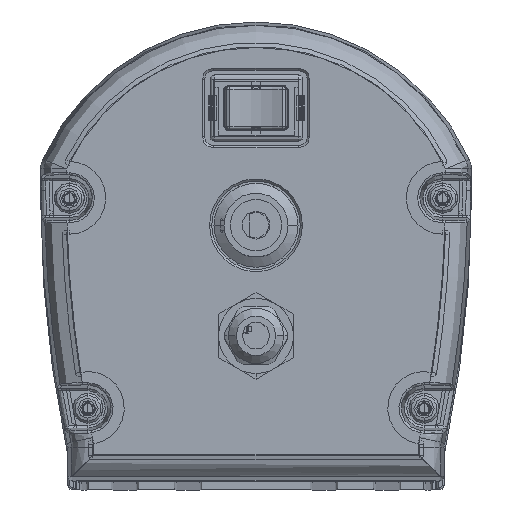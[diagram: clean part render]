
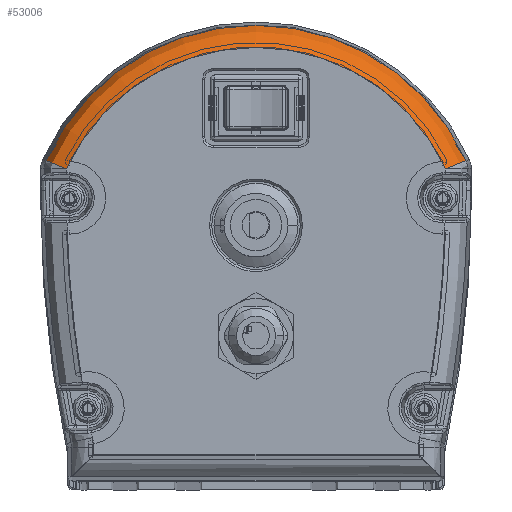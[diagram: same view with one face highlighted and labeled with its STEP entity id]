
A CAD part, top view. The second image highlights one B-rep face of the part: STEP entity #53006.
In plain terms, the highlighted toroidal (fillet/blend) face has major radius 47.144 mm and minor radius 5 mm.
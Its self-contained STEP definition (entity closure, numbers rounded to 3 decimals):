
#43767=CARTESIAN_POINT('',(0.,-13.145,45.));
#43768=DIRECTION('',(0.,0.,1.));
#43769=DIRECTION('',(0.909,0.417,0.));
#43770=AXIS2_PLACEMENT_3D('',#43767,#43768,#43769);
#44977=CARTESIAN_POINT('',(47.472,8.426,40.087));
#44978=CARTESIAN_POINT('',(47.468,8.424,40.346));
#44979=CARTESIAN_POINT('',(47.423,8.405,40.863));
#44980=CARTESIAN_POINT('',(47.245,8.329,41.618));
#44981=CARTESIAN_POINT('',(46.962,8.209,42.334));
#44982=CARTESIAN_POINT('',(46.579,8.048,42.993));
#44983=CARTESIAN_POINT('',(46.107,7.851,43.581));
#44984=CARTESIAN_POINT('',(45.556,7.622,44.082));
#44985=CARTESIAN_POINT('',(44.939,7.368,44.485));
#44986=CARTESIAN_POINT('',(44.271,7.096,44.78));
#44987=CARTESIAN_POINT('',(43.567,6.812,44.96));
#44988=CARTESIAN_POINT('',(43.085,6.621,45.));
#44989=CARTESIAN_POINT('',(42.844,6.526,45.));
#46190=CARTESIAN_POINT('',(0.,-13.145,40.087));
#46191=DIRECTION('',(0.,0.,1.));
#46192=DIRECTION('',(0.91,0.414,0.));
#46193=AXIS2_PLACEMENT_3D('',#46190,#46191,#46192);
#46199=CARTESIAN_POINT('',(-42.844,6.525,45.));
#46200=CARTESIAN_POINT('',(-43.085,6.619,
45.));
#46201=CARTESIAN_POINT('',(-43.567,6.813,
44.96));
#46202=CARTESIAN_POINT('',(-44.271,7.096,
44.78));
#46203=CARTESIAN_POINT('',(-44.939,7.368,
44.485));
#46204=CARTESIAN_POINT('',(-45.556,7.622,
44.082));
#46205=CARTESIAN_POINT('',(-46.107,7.851,
43.581));
#46206=CARTESIAN_POINT('',(-46.579,8.048,
42.993));
#46207=CARTESIAN_POINT('',(-46.962,8.209,
42.334));
#46208=CARTESIAN_POINT('',(-47.245,8.329,
41.618));
#46209=CARTESIAN_POINT('',(-47.423,8.405,
40.863));
#46210=CARTESIAN_POINT('',(-47.468,8.424,
40.346));
#46211=CARTESIAN_POINT('',(-47.472,8.426,
40.087));
#46411=CARTESIAN_POINT('',(42.844,6.526,45.));
#46412=CARTESIAN_POINT('',(-42.846,6.522,45.));
#46413=VERTEX_POINT('',#46411);
#46414=VERTEX_POINT('',#46412);
#46415=CARTESIAN_POINT('',(47.472,8.426,40.087));
#46416=CARTESIAN_POINT('',(-47.472,8.426,
40.087));
#46417=VERTEX_POINT('',#46415);
#46418=VERTEX_POINT('',#46416);
#52994=CARTESIAN_POINT('',(0.,-13.145,40.));
#52995=DIRECTION('',(0.,0.,1.));
#52996=DIRECTION('',(0.001,-1.,0.));
#52997=AXIS2_PLACEMENT_3D('',#52994,#52995,#52996);
#52998=TOROIDAL_SURFACE('',#52997,47.144,5.);
#52999=ORIENTED_EDGE('',*,*,#48244,.T.);
#53001=ORIENTED_EDGE('',*,*,#53000,.T.);
#53002=ORIENTED_EDGE('',*,*,#52988,.F.);
#53003=ORIENTED_EDGE('',*,*,#50846,.T.);
#53004=EDGE_LOOP('',(#52999,#53001,#53002,#53003));
#53005=FACE_OUTER_BOUND('',#53004,.F.);
#53006=ADVANCED_FACE('',(#53005),#52998,.T.);
#43771=CIRCLE('',#43770,47.144);
#44990=B_SPLINE_CURVE_WITH_KNOTS('',3,(#44977,#44978,#44979,#44980,#44981,
#44982,#44983,#44984,#44985,#44986,#44987,#44988,#44989),.UNSPECIFIED.,.F.,.F.,(
4,1,1,1,1,1,1,1,1,1,4),(0.,0.1,0.2,0.3,0.4,0.5,0.6,0.7,0.8,
0.9,1.),.UNSPECIFIED.);
#46194=CIRCLE('',#46193,52.143);
#46212=B_SPLINE_CURVE_WITH_KNOTS('',3,(#46199,#46200,#46201,#46202,#46203,
#46204,#46205,#46206,#46207,#46208,#46209,#46210,#46211),.UNSPECIFIED.,.F.,.F.,(
4,1,1,1,1,1,1,1,1,1,4),(0.,0.1,0.2,0.3,0.4,0.5,0.6,0.7,0.8,
0.9,1.),.UNSPECIFIED.);
#48244=EDGE_CURVE('',#46413,#46414,#43771,.T.);
#50846=EDGE_CURVE('',#46417,#46413,#44990,.T.);
#52988=EDGE_CURVE('',#46417,#46418,#46194,.T.);
#53000=EDGE_CURVE('',#46414,#46418,#46212,.T.);
